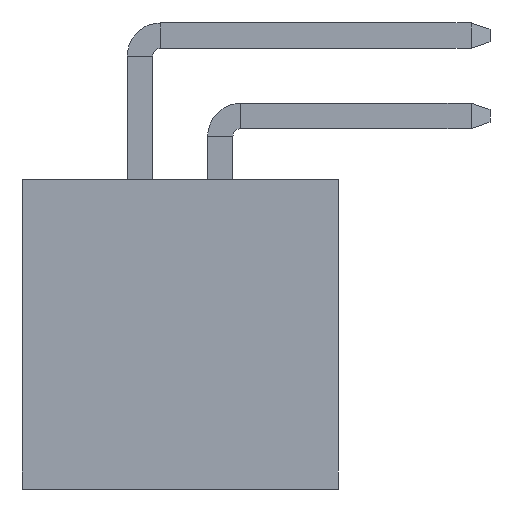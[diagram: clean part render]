
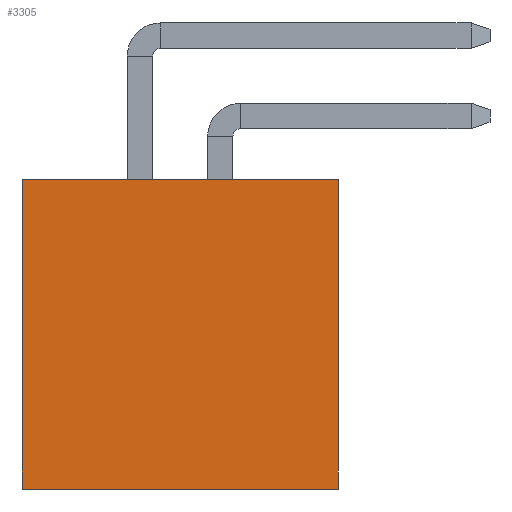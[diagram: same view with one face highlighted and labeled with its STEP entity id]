
A CAD part, front view. The second image highlights one B-rep face of the part: STEP entity #3305.
In plain terms, the highlighted planar face has unit normal (0, -1, 0).
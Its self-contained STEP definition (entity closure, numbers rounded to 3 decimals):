
#2=DIRECTION('',(0.,0.,1.));
#3=VECTOR('',#2,4.9);
#4=CARTESIAN_POINT('',(-2.5,-9.525,-2.45));
#5=LINE('',#4,#3);
#6=DIRECTION('',(1.,0.,0.));
#7=VECTOR('',#6,5.);
#8=CARTESIAN_POINT('',(-2.5,-9.525,2.45));
#9=LINE('',#8,#7);
#10=DIRECTION('',(0.,0.,-1.));
#11=VECTOR('',#10,4.9);
#12=CARTESIAN_POINT('',(2.5,-9.525,2.45));
#13=LINE('',#12,#11);
#14=DIRECTION('',(-1.,0.,0.));
#15=VECTOR('',#14,5.);
#16=CARTESIAN_POINT('',(2.5,-9.525,-2.45));
#17=LINE('',#16,#15);
#2510=CARTESIAN_POINT('',(-2.5,-9.525,-2.45));
#2511=CARTESIAN_POINT('',(-2.5,-9.525,2.45));
#2512=VERTEX_POINT('',#2510);
#2513=VERTEX_POINT('',#2511);
#2514=CARTESIAN_POINT('',(2.5,-9.525,2.45));
#2515=VERTEX_POINT('',#2514);
#2516=CARTESIAN_POINT('',(2.5,-9.525,-2.45));
#2517=VERTEX_POINT('',#2516);
#3290=CARTESIAN_POINT('',(0.,-9.525,0.));
#3291=DIRECTION('',(0.,1.,0.));
#3292=DIRECTION('',(1.,0.,0.));
#3293=AXIS2_PLACEMENT_3D('',#3290,#3291,#3292);
#3294=PLANE('',#3293);
#3296=ORIENTED_EDGE('',*,*,#3295,.T.);
#3298=ORIENTED_EDGE('',*,*,#3297,.T.);
#3300=ORIENTED_EDGE('',*,*,#3299,.T.);
#3302=ORIENTED_EDGE('',*,*,#3301,.T.);
#3303=EDGE_LOOP('',(#3296,#3298,#3300,#3302));
#3304=FACE_OUTER_BOUND('',#3303,.F.);
#3305=ADVANCED_FACE('',(#3304),#3294,.F.);
#3295=EDGE_CURVE('',#2512,#2513,#5,.T.);
#3297=EDGE_CURVE('',#2513,#2515,#9,.T.);
#3299=EDGE_CURVE('',#2515,#2517,#13,.T.);
#3301=EDGE_CURVE('',#2517,#2512,#17,.T.);
